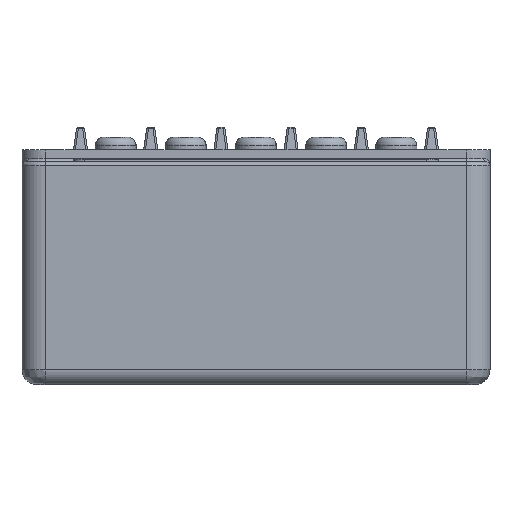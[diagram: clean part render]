
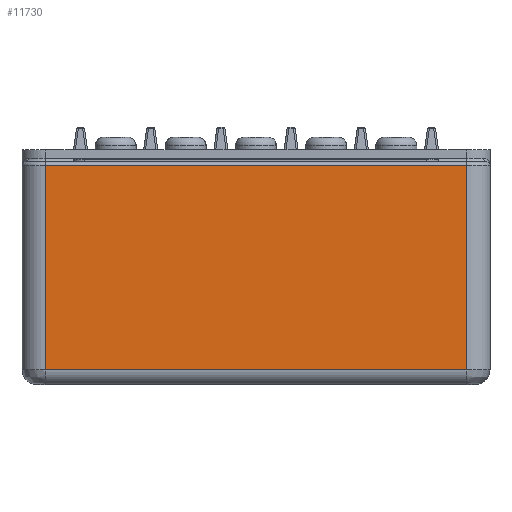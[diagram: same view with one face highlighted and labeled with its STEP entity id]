
A CAD part, front view. The second image highlights one B-rep face of the part: STEP entity #11730.
In plain terms, the highlighted planar face has unit normal (0, -1, 0).
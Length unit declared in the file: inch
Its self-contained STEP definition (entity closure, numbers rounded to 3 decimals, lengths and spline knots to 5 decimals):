
#513=CARTESIAN_POINT('',(2.375,0.0,0.08));
#514=VERTEX_POINT('',#513);
#547=CARTESIAN_POINT('',(0.125,0.0,0.08));
#548=VERTEX_POINT('',#547);
#565=CARTESIAN_POINT('',(2.375,0.0,0.08));
#566=DIRECTION('',(-1.0,0.0,0.0));
#567=VECTOR('',#566,2.25);
#568=LINE('',#565,#567);
#569=EDGE_CURVE('',#514,#548,#568,.T.);
#774=CARTESIAN_POINT('',(2.375,0.0,1.17));
#775=VERTEX_POINT('',#774);
#783=CARTESIAN_POINT('',(2.375,0.0,0.08));
#784=DIRECTION('',(0.0,0.0,1.0));
#785=VECTOR('',#784,1.09);
#786=LINE('',#783,#785);
#787=EDGE_CURVE('',#514,#775,#786,.T.);
#1505=CARTESIAN_POINT('',(0.125,0.0,1.17));
#1506=VERTEX_POINT('',#1505);
#1514=CARTESIAN_POINT('',(0.125,0.0,1.17));
#1515=DIRECTION('',(1.0,0.0,0.0));
#1516=VECTOR('',#1515,2.25);
#1517=LINE('',#1514,#1516);
#1518=EDGE_CURVE('',#1506,#775,#1517,.T.);
#11714=CARTESIAN_POINT('',(2.375,0.0,0.0));
#11715=DIRECTION('',(0.0,-1.0,0.0));
#11716=DIRECTION('',(0.0,0.0,-1.0));
#11717=AXIS2_PLACEMENT_3D('',#11714,#11715,#11716);
#11718=PLANE('',#11717);
#11719=ORIENTED_EDGE('',*,*,#569,.F.);
#11720=ORIENTED_EDGE('',*,*,#787,.T.);
#11721=ORIENTED_EDGE('',*,*,#1518,.F.);
#11722=CARTESIAN_POINT('',(0.125,0.0,0.08));
#11723=DIRECTION('',(0.0,0.0,1.0));
#11724=VECTOR('',#11723,1.09);
#11725=LINE('',#11722,#11724);
#11726=EDGE_CURVE('',#548,#1506,#11725,.T.);
#11727=ORIENTED_EDGE('',*,*,#11726,.F.);
#11728=EDGE_LOOP('',(#11719,#11720,#11721,#11727));
#11729=FACE_OUTER_BOUND('',#11728,.T.);
#11730=ADVANCED_FACE('',(#11729),#11718,.T.);
